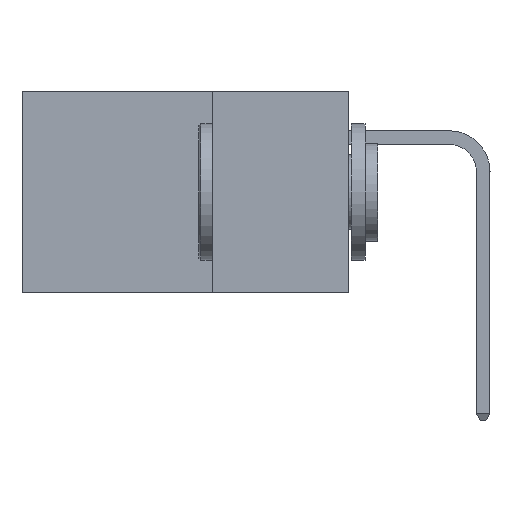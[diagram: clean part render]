
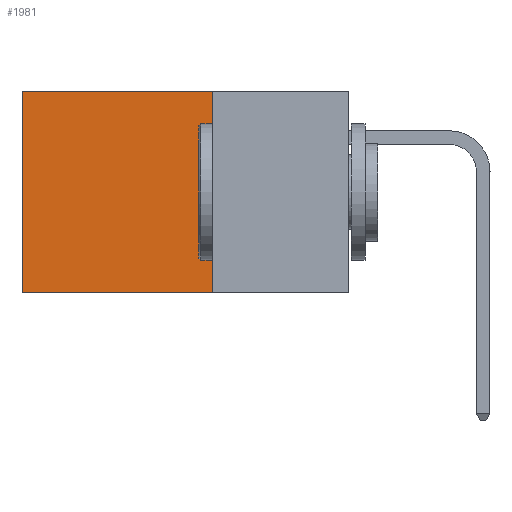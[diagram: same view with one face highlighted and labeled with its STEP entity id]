
A CAD part, left-side view. The second image highlights one B-rep face of the part: STEP entity #1981.
In plain terms, the highlighted planar face has unit normal (-1, 0, 0).
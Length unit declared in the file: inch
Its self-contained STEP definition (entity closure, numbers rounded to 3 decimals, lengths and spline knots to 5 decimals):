
#1856 = VECTOR ( 'NONE', #18173, 39.37008 ) ;
#1981 = ADVANCED_FACE ( 'NONE', ( #22689 ), #15607, .F. ) ;
#3896 = VECTOR ( 'NONE', #17753, 39.37008 ) ;
#7095 = CARTESIAN_POINT ( 'NONE',  ( 0.2875, 0.25, 0. ) ) ;
#7393 = VERTEX_POINT ( 'NONE', #11899 ) ;
#7784 = EDGE_CURVE ( 'NONE', #8281, #7393, #8618, .T. ) ;
#8281 = VERTEX_POINT ( 'NONE', #27135 ) ;
#8618 = LINE ( 'NONE', #15730, #1856 ) ;
#9032 = VECTOR ( 'NONE', #9589, 39.37008 ) ;
#9179 = LINE ( 'NONE', #31134, #27741 ) ;
#9394 = ORIENTED_EDGE ( 'NONE', *, *, #28945, .F. ) ;
#9589 = DIRECTION ( 'NONE',  ( 0., 1., 0. ) ) ;
#10539 = LINE ( 'NONE', #12877, #3896 ) ;
#11801 = AXIS2_PLACEMENT_3D ( 'NONE', #15509, #15310, #15239 ) ;
#11899 = CARTESIAN_POINT ( 'NONE',  ( 0.2875, 0.6, -0.37 ) ) ;
#12877 = CARTESIAN_POINT ( 'NONE',  ( 0.2875, 0.25, -0.37 ) ) ;
#13072 = VERTEX_POINT ( 'NONE', #14762 ) ;
#13917 = EDGE_LOOP ( 'NONE', ( #19433, #18318, #9394, #18826 ) ) ;
#14442 = EDGE_CURVE ( 'NONE', #19561, #7393, #10539, .T. ) ;
#14762 = CARTESIAN_POINT ( 'NONE',  ( 0.2875, 0.25, 0. ) ) ;
#15239 = DIRECTION ( 'NONE',  ( 0., 0., -1. ) ) ;
#15310 = DIRECTION ( 'NONE',  ( 1., 0., 0. ) ) ;
#15509 = CARTESIAN_POINT ( 'NONE',  ( 0.2875, 0.25, 0. ) ) ;
#15607 = PLANE ( 'NONE',  #11801 ) ;
#15730 = CARTESIAN_POINT ( 'NONE',  ( 0.2875, 0.6, 0. ) ) ;
#17753 = DIRECTION ( 'NONE',  ( 0., 1., 0. ) ) ;
#18173 = DIRECTION ( 'NONE',  ( 0., 0., -1. ) ) ;
#18318 = ORIENTED_EDGE ( 'NONE', *, *, #14442, .F. ) ;
#18826 = ORIENTED_EDGE ( 'NONE', *, *, #25143, .T. ) ;
#19433 = ORIENTED_EDGE ( 'NONE', *, *, #7784, .T. ) ;
#19561 = VERTEX_POINT ( 'NONE', #26399 ) ;
#22689 = FACE_OUTER_BOUND ( 'NONE', #13917, .T. ) ;
#22728 = LINE ( 'NONE', #7095, #9032 ) ;
#23931 = DIRECTION ( 'NONE',  ( 0., 0., -1. ) ) ;
#25143 = EDGE_CURVE ( 'NONE', #13072, #8281, #22728, .T. ) ;
#26399 = CARTESIAN_POINT ( 'NONE',  ( 0.2875, 0.25, -0.37 ) ) ;
#27135 = CARTESIAN_POINT ( 'NONE',  ( 0.2875, 0.6, 0. ) ) ;
#27741 = VECTOR ( 'NONE', #23931, 39.37008 ) ;
#28945 = EDGE_CURVE ( 'NONE', #13072, #19561, #9179, .T. ) ;
#31134 = CARTESIAN_POINT ( 'NONE',  ( 0.2875, 0.25, 0. ) ) ;
